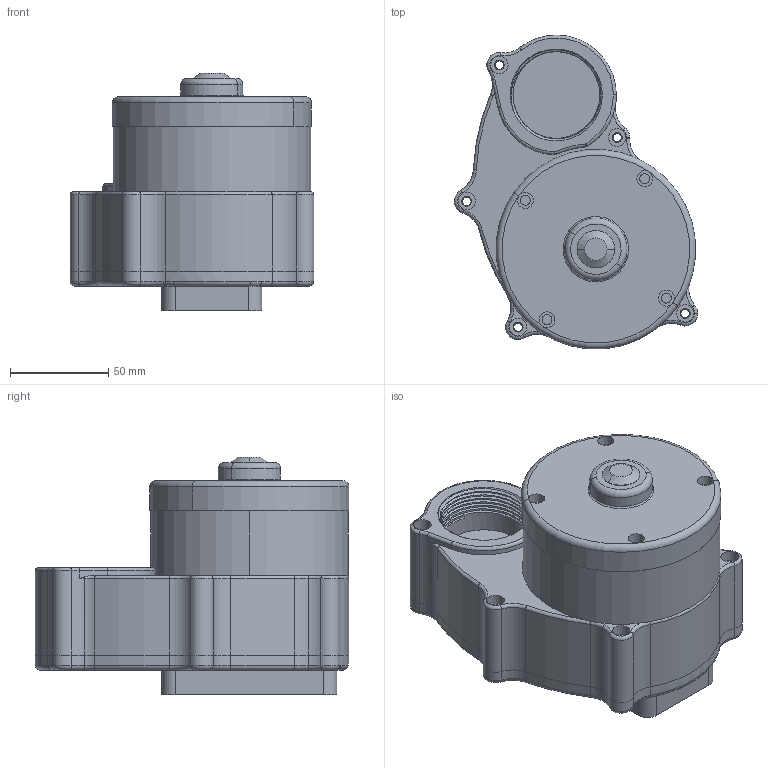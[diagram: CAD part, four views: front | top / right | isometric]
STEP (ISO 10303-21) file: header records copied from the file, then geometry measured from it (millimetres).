
FILE_DESCRIPTION (( 'STEP AP203' ), '1' );
FILE_NAME ('WP755_4Website_020821.STEP', '2021-02-09T01:11:21', ( '' ), ( '' ), 'SwSTEP 2.0', 'SolidWorks 2020', '' );
FILE_SCHEMA (( 'CONFIG_CONTROL_DESIGN' ));
Length unit declared in the file: inch
Products named in the file (6): INSPECTION PLUG Blank; RAD MNT BACK Blank; WP755_4Website_020821; wpp0055 Blank; MAGNET RING Blank; MOTOR CAP Blank
Assembly tree (5 placements, depth 2):
  WP755_4Website_020821
    wpp0055 Blank
    MAGNET RING Blank
    MOTOR CAP Blank
    INSPECTION PLUG Blank
    RAD MNT BACK Blank
Bounding box: 123.79 x 159.61 x 121.01 mm (x, y, z)
Volume: 961705.7 mm3; surface area: 147283.2 mm2
Topology: 5 solids, 5 shells, 361 faces, 877 edges, 552 vertices
Faces by surface type: cylinder 201, torus 83, plane 63, bspline 7, cone 5, sphere 2
Entity records: 14499 total; most frequent: CARTESIAN_POINT 4942, DIRECTION 2112, ORIENTED_EDGE 1750, AXIS2_PLACEMENT_3D 923, EDGE_CURVE 875, CIRCLE 561, VERTEX_POINT 551, EDGE_LOOP 426
